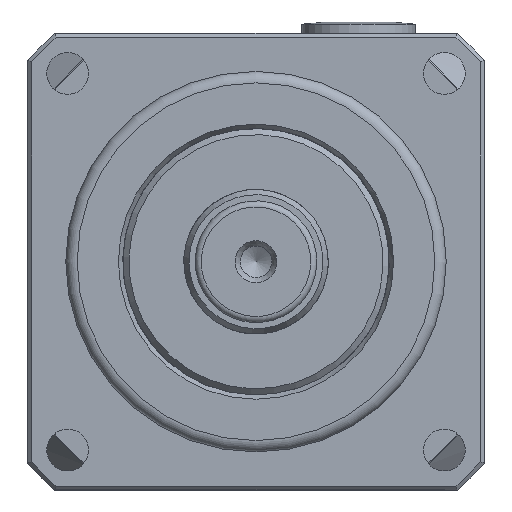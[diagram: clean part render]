
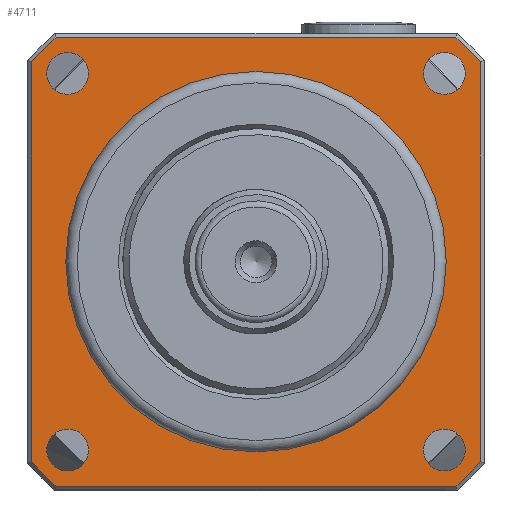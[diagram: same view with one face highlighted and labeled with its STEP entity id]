
A CAD part, left-side view. The second image highlights one B-rep face of the part: STEP entity #4711.
In plain terms, the highlighted planar face has unit normal (-1, 0, 0).
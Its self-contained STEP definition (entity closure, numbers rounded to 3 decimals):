
#186=LINE('',#7465,#403);
#187=LINE('',#7469,#404);
#188=LINE('',#7473,#405);
#189=LINE('',#7477,#406);
#403=VECTOR('',#6040,52.536);
#404=VECTOR('',#6043,52.536);
#405=VECTOR('',#6046,52.536);
#406=VECTOR('',#6049,52.536);
#803=FACE_BOUND('',#1366,.T.);
#804=FACE_BOUND('',#1367,.T.);
#805=FACE_BOUND('',#1368,.T.);
#806=FACE_BOUND('',#1369,.T.);
#807=FACE_BOUND('',#1370,.T.);
#989=FACE_OUTER_BOUND('',#1365,.T.);
#1365=EDGE_LOOP('',(#3299,#3300,#3301,#3302,#3303,#3304,#3305,#3306));
#1366=EDGE_LOOP('',(#3307));
#1367=EDGE_LOOP('',(#3308));
#1368=EDGE_LOOP('',(#3309));
#1369=EDGE_LOOP('',(#3310));
#1370=EDGE_LOOP('',(#3311));
#1777=CIRCLE('',#5152,2.75);
#1779=CIRCLE('',#5155,2.75);
#1781=CIRCLE('',#5158,2.75);
#1783=CIRCLE('',#5161,2.75);
#1784=CIRCLE('',#5163,39.5);
#1785=CIRCLE('',#5164,39.5);
#1786=CIRCLE('',#5165,39.5);
#1787=CIRCLE('',#5166,39.5);
#1788=CIRCLE('',#5167,25.);
#2105=VERTEX_POINT('',#7445);
#2107=VERTEX_POINT('',#7450);
#2109=VERTEX_POINT('',#7455);
#2111=VERTEX_POINT('',#7460);
#2112=VERTEX_POINT('',#7463);
#2113=VERTEX_POINT('',#7464);
#2114=VERTEX_POINT('',#7466);
#2115=VERTEX_POINT('',#7468);
#2116=VERTEX_POINT('',#7470);
#2117=VERTEX_POINT('',#7472);
#2118=VERTEX_POINT('',#7474);
#2119=VERTEX_POINT('',#7476);
#2120=VERTEX_POINT('',#7479);
#2567=EDGE_CURVE('',#2105,#2105,#1777,.T.);
#2569=EDGE_CURVE('',#2107,#2107,#1779,.T.);
#2571=EDGE_CURVE('',#2109,#2109,#1781,.T.);
#2573=EDGE_CURVE('',#2111,#2111,#1783,.T.);
#2574=EDGE_CURVE('',#2112,#2113,#186,.T.);
#2575=EDGE_CURVE('',#2114,#2112,#1784,.T.);
#2576=EDGE_CURVE('',#2115,#2114,#187,.T.);
#2577=EDGE_CURVE('',#2116,#2115,#1785,.T.);
#2578=EDGE_CURVE('',#2117,#2116,#188,.T.);
#2579=EDGE_CURVE('',#2118,#2117,#1786,.T.);
#2580=EDGE_CURVE('',#2119,#2118,#189,.T.);
#2581=EDGE_CURVE('',#2113,#2119,#1787,.T.);
#2582=EDGE_CURVE('',#2120,#2120,#1788,.T.);
#3299=ORIENTED_EDGE('',*,*,#2574,.F.);
#3300=ORIENTED_EDGE('',*,*,#2575,.F.);
#3301=ORIENTED_EDGE('',*,*,#2576,.F.);
#3302=ORIENTED_EDGE('',*,*,#2577,.F.);
#3303=ORIENTED_EDGE('',*,*,#2578,.F.);
#3304=ORIENTED_EDGE('',*,*,#2579,.F.);
#3305=ORIENTED_EDGE('',*,*,#2580,.F.);
#3306=ORIENTED_EDGE('',*,*,#2581,.F.);
#3307=ORIENTED_EDGE('',*,*,#2582,.T.);
#3308=ORIENTED_EDGE('',*,*,#2567,.T.);
#3309=ORIENTED_EDGE('',*,*,#2569,.T.);
#3310=ORIENTED_EDGE('',*,*,#2571,.T.);
#3311=ORIENTED_EDGE('',*,*,#2573,.T.);
#4291=PLANE('',#5162);
#4711=ADVANCED_FACE('',(#989,#803,#804,#805,#806,#807),#4291,.T.);
#5152=AXIS2_PLACEMENT_3D('',#7446,#6018,#6019);
#5155=AXIS2_PLACEMENT_3D('',#7451,#6024,#6025);
#5158=AXIS2_PLACEMENT_3D('',#7456,#6030,#6031);
#5161=AXIS2_PLACEMENT_3D('',#7461,#6036,#6037);
#5162=AXIS2_PLACEMENT_3D('',#7462,#6038,#6039);
#5163=AXIS2_PLACEMENT_3D('',#7467,#6041,#6042);
#5164=AXIS2_PLACEMENT_3D('',#7471,#6044,#6045);
#5165=AXIS2_PLACEMENT_3D('',#7475,#6047,#6048);
#5166=AXIS2_PLACEMENT_3D('',#7478,#6050,#6051);
#5167=AXIS2_PLACEMENT_3D('',#7480,#6052,#6053);
#6018=DIRECTION('center_axis',(1.,0.,0.));
#6019=DIRECTION('ref_axis',(0.,0.,
-1.));
#6024=DIRECTION('center_axis',(1.,0.,0.));
#6025=DIRECTION('ref_axis',(0.,1.,0.));
#6030=DIRECTION('center_axis',(1.,0.,0.));
#6031=DIRECTION('ref_axis',(0.,0.,
1.));
#6036=DIRECTION('center_axis',(1.,0.,0.));
#6037=DIRECTION('ref_axis',(0.,-1.,0.));
#6038=DIRECTION('center_axis',(-1.,0.,0.));
#6039=DIRECTION('ref_axis',(0.,0.,1.));
#6040=DIRECTION('',(0.,1.,0.));
#6041=DIRECTION('center_axis',(1.,0.,0.));
#6042=DIRECTION('ref_axis',(0.,0.,
-1.));
#6043=DIRECTION('',(0.,0.,-1.));
#6044=DIRECTION('center_axis',(1.,0.,0.));
#6045=DIRECTION('ref_axis',(0.,0.,
1.));
#6046=DIRECTION('',(0.,-1.,0.));
#6047=DIRECTION('center_axis',(1.,0.,0.));
#6048=DIRECTION('ref_axis',(0.,0.,
1.));
#6049=DIRECTION('',(0.,0.,1.));
#6050=DIRECTION('center_axis',(1.,0.,0.));
#6051=DIRECTION('ref_axis',(0.,0.,
-1.));
#6052=DIRECTION('center_axis',(1.,0.,0.));
#6053=DIRECTION('ref_axis',(0.,0.,
-1.));
#7445=CARTESIAN_POINT('',(-49.765,-65.948,39.619));
#7446=CARTESIAN_POINT('Origin',(-49.765,-65.948,36.869));
#7450=CARTESIAN_POINT('',(-49.765,-68.698,-12.629));
#7451=CARTESIAN_POINT('Origin',(-49.765,-65.948,-12.629));
#7455=CARTESIAN_POINT('',(-49.765,-16.45,-15.379));
#7456=CARTESIAN_POINT('Origin',(-49.765,-16.45,-12.629));
#7460=CARTESIAN_POINT('',(-49.765,-13.7,36.869));
#7461=CARTESIAN_POINT('Origin',(-49.765,-16.45,36.869));
#7462=CARTESIAN_POINT('Origin',(-49.765,-41.199,12.12));
#7463=CARTESIAN_POINT('',(-49.765,-67.467,-17.38));
#7464=CARTESIAN_POINT('',(-49.765,-14.931,-17.38));
#7465=CARTESIAN_POINT('',(-49.765,-26.199,-17.38));
#7466=CARTESIAN_POINT('',(-49.765,-70.699,-14.148));
#7467=CARTESIAN_POINT('Origin',(-49.765,-41.199,12.12));
#7468=CARTESIAN_POINT('',(-49.765,-70.699,38.388));
#7469=CARTESIAN_POINT('',(-49.765,-70.699,-2.88));
#7470=CARTESIAN_POINT('',(-49.765,-67.467,41.62));
#7471=CARTESIAN_POINT('Origin',(-49.765,-41.199,12.12));
#7472=CARTESIAN_POINT('',(-49.765,-14.931,41.62));
#7473=CARTESIAN_POINT('',(-49.765,-56.199,41.62));
#7474=CARTESIAN_POINT('',(-49.765,-11.699,38.388));
#7475=CARTESIAN_POINT('Origin',(-49.765,-41.199,12.12));
#7476=CARTESIAN_POINT('',(-49.765,-11.699,-14.148));
#7477=CARTESIAN_POINT('',(-49.765,-11.699,27.12));
#7478=CARTESIAN_POINT('Origin',(-49.765,-41.199,12.12));
#7479=CARTESIAN_POINT('',(-49.765,-41.199,37.12));
#7480=CARTESIAN_POINT('Origin',(-49.765,-41.199,12.12));
